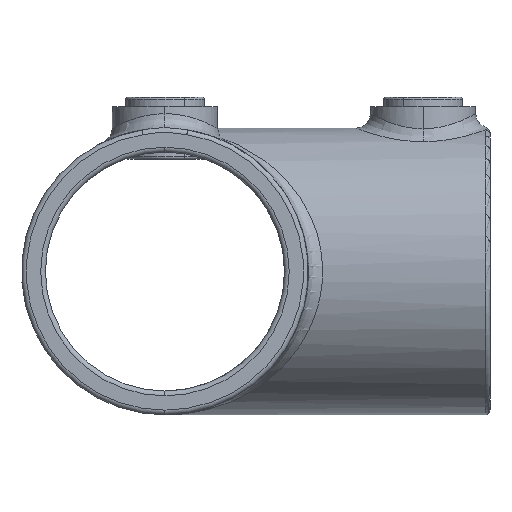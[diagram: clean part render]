
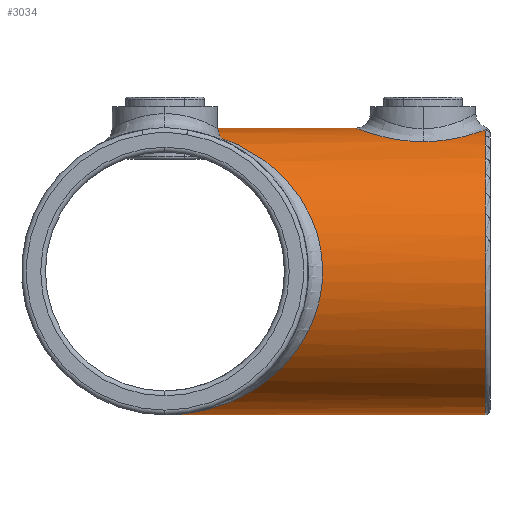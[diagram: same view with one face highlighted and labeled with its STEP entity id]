
A CAD part, left-side view. The second image highlights one B-rep face of the part: STEP entity #3034.
In plain terms, the highlighted cylindrical face has radius 30 mm (diameter 60 mm), a partial arc.
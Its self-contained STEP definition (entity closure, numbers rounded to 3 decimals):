
#2 = CARTESIAN_POINT ( 'NONE',  ( -12.727, 13.962, 27.166 ) ) ;
#16 = CARTESIAN_POINT ( 'NONE',  ( 0., 28., 30. ) ) ;
#132 = CARTESIAN_POINT ( 'NONE',  ( -3.48, 27.475, 29.8 ) ) ;
#147 = VERTEX_POINT ( 'NONE', #2034 ) ;
#180 = CARTESIAN_POINT ( 'NONE',  ( -11.251, 7.421, 27.812 ) ) ;
#196 = CARTESIAN_POINT ( 'NONE',  ( -12.093, 9.622, 27.455 ) ) ;
#220 = CARTESIAN_POINT ( 'NONE',  ( -7.046, 2.336, 29.162 ) ) ;
#235 = VERTEX_POINT ( 'NONE', #16 ) ;
#291 = DIRECTION ( 'NONE',  ( 0., 0., -1. ) ) ;
#490 = VECTOR ( 'NONE', #3556, 1000. ) ;
#578 = CARTESIAN_POINT ( 'NONE',  ( -0.887, 28., 30. ) ) ;
#586 = CARTESIAN_POINT ( 'NONE',  ( -11.768, 8.658, 27.596 ) ) ;
#601 = CARTESIAN_POINT ( 'NONE',  ( -9.865, 5.148, 28.332 ) ) ;
#829 = FACE_OUTER_BOUND ( 'NONE', #3645, .T. ) ;
#937 = VERTEX_POINT ( 'NONE', #3284 ) ;
#975 = DIRECTION ( 'NONE',  ( 0., 1., 0. ) ) ;
#991 = CARTESIAN_POINT ( 'NONE',  ( -4.313, 27.18, 29.691 ) ) ;
#997 = B_SPLINE_CURVE_WITH_KNOTS ( 'NONE', 3,
 ( #2, #3550, #5327, #3535, #1799, #3590, #3568, #4860, #1815, #3977, #4428, #4914, #2227, #2652, #4877, #2240, #1832, #5310, #2275, #2676, #991, #132, #3175, #1849, #578, #1868 ),
 .UNSPECIFIED., .F., .F.,
 ( 4, 2, 2, 2, 2, 2, 2, 2, 2, 2, 2, 2, 4 ),
 ( 0.085, 0.087, 0.089, 0.09, 0.093, 0.094, 0.095, 0.097, 0.098, 0.101, 0.102, 0.103, 0.106 ),
 .UNSPECIFIED. ) ;
#1003 = CARTESIAN_POINT ( 'NONE',  ( 0., 68., -30. ) ) ;
#1012 = CARTESIAN_POINT ( 'NONE',  ( -60., 2., -30. ) ) ;
#1038 = CARTESIAN_POINT ( 'NONE',  ( -10.948, 6.829, 27.933 ) ) ;
#1039 = AXIS2_PLACEMENT_3D ( 'NONE', #5582, #2092, #291 ) ;
#1076 = DIRECTION ( 'NONE',  ( 0., -1., 0. ) ) ;
#1152 = VERTEX_POINT ( 'NONE', #2951 ) ;
#1355 = CARTESIAN_POINT ( 'NONE',  ( 0., 1., -30. ) ) ;
#1423 = AXIS2_PLACEMENT_3D ( 'NONE', #2280, #975, #3217 ) ;
#1494 = EDGE_CURVE ( 'NONE', #3190, #2786, #2190, .T. ) ;
#1495 = CARTESIAN_POINT ( 'NONE',  ( -12.724, 12.59, 27.168 ) ) ;
#1799 = CARTESIAN_POINT ( 'NONE',  ( -12.336, 17.473, 27.347 ) ) ;
#1815 = CARTESIAN_POINT ( 'NONE',  ( -11.164, 20.783, 27.85 ) ) ;
#1832 = CARTESIAN_POINT ( 'NONE',  ( -7.669, 25.183, 29.005 ) ) ;
#1849 = CARTESIAN_POINT ( 'NONE',  ( -1.761, 27.899, 29.961 ) ) ;
#1868 = CARTESIAN_POINT ( 'NONE',  ( 0., 28., 30. ) ) ;
#1878 = CARTESIAN_POINT ( 'NONE',  ( -7.575, 2.744, 29.029 ) ) ;
#1919 = LINE ( 'NONE', #1003, #2875 ) ;
#1929 = ORIENTED_EDGE ( 'NONE', *, *, #2778, .T. ) ;
#1938 = CARTESIAN_POINT ( 'NONE',  ( -4.724, 1., 29.626 ) ) ;
#1987 = ORIENTED_EDGE ( 'NONE', *, *, #1494, .T. ) ;
#2034 = CARTESIAN_POINT ( 'NONE',  ( 0., 68., 30. ) ) ;
#2092 = DIRECTION ( 'NONE',  ( 0., -1., 0. ) ) ;
#2190 = CIRCLE ( 'NONE', #1423, 30. ) ;
#2227 = CARTESIAN_POINT ( 'NONE',  ( -9.494, 23.335, 28.46 ) ) ;
#2240 = CARTESIAN_POINT ( 'NONE',  ( -8.001, 24.897, 28.915 ) ) ;
#2275 = CARTESIAN_POINT ( 'NONE',  ( -5.893, 26.444, 29.426 ) ) ;
#2280 = CARTESIAN_POINT ( 'NONE',  ( 0., 1., 0. ) ) ;
#2342 = CARTESIAN_POINT ( 'NONE',  ( -9.026, 4.106, 28.613 ) ) ;
#2375 = CARTESIAN_POINT ( 'NONE',  ( -10.433, 5.974, 28.128 ) ) ;
#2652 = CARTESIAN_POINT ( 'NONE',  ( -8.928, 23.988, 28.642 ) ) ;
#2662 = EDGE_CURVE ( 'NONE', #147, #235, #4134, .T. ) ;
#2676 = CARTESIAN_POINT ( 'NONE',  ( -4.717, 27.011, 29.63 ) ) ;
#2698 = ORIENTED_EDGE ( 'NONE', *, *, #3174, .T. ) ;
#2760 = CARTESIAN_POINT ( 'NONE',  ( -10.251, 5.694, 28.195 ) ) ;
#2773 = CARTESIAN_POINT ( 'NONE',  ( -60., 2., 30. ) ) ;
#2778 = EDGE_CURVE ( 'NONE', #147, #1152, #3030, .T. ) ;
#2786 = VERTEX_POINT ( 'NONE', #5010 ) ;
#2797 = CARTESIAN_POINT ( 'NONE',  ( -6.771, 2.14, 29.227 ) ) ;
#2875 = VECTOR ( 'NONE', #1076, 1000. ) ;
#2891 = B_SPLINE_CURVE_WITH_KNOTS ( 'NONE', 3,
 ( #1938, #4595, #5014, #2797, #220, #1878, #4984, #4966, #2342, #5396, #601, #2760, #2375, #1038, #180, #3239, #586, #3655, #196, #5452, #1495, #3690 ),
 .UNSPECIFIED., .F., .F.,
 ( 4, 2, 2, 2, 2, 2, 2, 2, 2, 2, 4 ),
 ( 0.068, 0.07, 0.071, 0.072, 0.074, 0.075, 0.076, 0.079, 0.08, 0.081, 0.085 ),
 .UNSPECIFIED. ) ;
#2951 = CARTESIAN_POINT ( 'NONE',  ( 0., 68., -30. ) ) ;
#2989 = ORIENTED_EDGE ( 'NONE', *, *, #4038, .T. ) ;
#3030 =( BOUNDED_CURVE ( )  B_SPLINE_CURVE ( 3, ( #4573, #2773, #1012, #4095 ),
 .UNSPECIFIED., .F., .F. ) 
 B_SPLINE_CURVE_WITH_KNOTS ( ( 4, 4 ),
 ( 4.712, 7.854 ),
 .UNSPECIFIED. ) 
 CURVE ( )  GEOMETRIC_REPRESENTATION_ITEM ( )  RATIONAL_B_SPLINE_CURVE ( ( 1., 0.333, 0.333, 1. ) ) 
 REPRESENTATION_ITEM ( '' )  );
#3034 = ADVANCED_FACE ( 'NONE', ( #829 ), #3654, .T. ) ;
#3174 = EDGE_CURVE ( 'NONE', #937, #235, #997, .T. ) ;
#3175 = CARTESIAN_POINT ( 'NONE',  ( -3.05, 27.601, 29.848 ) ) ;
#3190 = VERTEX_POINT ( 'NONE', #1355 ) ;
#3217 = DIRECTION ( 'NONE',  ( 0., 0., 1. ) ) ;
#3239 = CARTESIAN_POINT ( 'NONE',  ( -11.647, 8.344, 27.647 ) ) ;
#3284 = CARTESIAN_POINT ( 'NONE',  ( -12.727, 13.962, 27.166 ) ) ;
#3535 = CARTESIAN_POINT ( 'NONE',  ( -12.43, 17.042, 27.304 ) ) ;
#3550 = CARTESIAN_POINT ( 'NONE',  ( -12.729, 14.857, 27.165 ) ) ;
#3556 = DIRECTION ( 'NONE',  ( 0., -1., 0. ) ) ;
#3561 = EDGE_CURVE ( 'NONE', #1152, #3190, #1919, .T. ) ;
#3568 = CARTESIAN_POINT ( 'NONE',  ( -11.978, 18.753, 27.505 ) ) ;
#3590 = CARTESIAN_POINT ( 'NONE',  ( -12.11, 18.329, 27.447 ) ) ;
#3645 = EDGE_LOOP ( 'NONE', ( #3821, #1929, #5289, #1987, #2989, #2698 ) ) ;
#3654 = CYLINDRICAL_SURFACE ( 'NONE', #1039, 30. ) ;
#3655 = CARTESIAN_POINT ( 'NONE',  ( -11.992, 9.297, 27.499 ) ) ;
#3690 = CARTESIAN_POINT ( 'NONE',  ( -12.727, 13.962, 27.166 ) ) ;
#3821 = ORIENTED_EDGE ( 'NONE', *, *, #2662, .F. ) ;
#3977 = CARTESIAN_POINT ( 'NONE',  ( -10.505, 21.916, 28.101 ) ) ;
#4038 = EDGE_CURVE ( 'NONE', #2786, #937, #2891, .T. ) ;
#4095 = CARTESIAN_POINT ( 'NONE',  ( 0., 68., -30. ) ) ;
#4134 = LINE ( 'NONE', #4863, #490 ) ;
#4428 = CARTESIAN_POINT ( 'NONE',  ( -10.267, 22.286, 28.19 ) ) ;
#4573 = CARTESIAN_POINT ( 'NONE',  ( 0., 68., 30. ) ) ;
#4595 = CARTESIAN_POINT ( 'NONE',  ( -5.338, 1.27, 29.528 ) ) ;
#4860 = CARTESIAN_POINT ( 'NONE',  ( -11.531, 19.992, 27.697 ) ) ;
#4863 = CARTESIAN_POINT ( 'NONE',  ( 0., 68., 30. ) ) ;
#4877 = CARTESIAN_POINT ( 'NONE',  ( -8.63, 24.3, 28.734 ) ) ;
#4914 = CARTESIAN_POINT ( 'NONE',  ( -9.762, 22.994, 28.369 ) ) ;
#4966 = CARTESIAN_POINT ( 'NONE',  ( -8.569, 3.625, 28.755 ) ) ;
#4984 = CARTESIAN_POINT ( 'NONE',  ( -7.83, 2.958, 28.961 ) ) ;
#5010 = CARTESIAN_POINT ( 'NONE',  ( -4.724, 1., 29.626 ) ) ;
#5014 = CARTESIAN_POINT ( 'NONE',  ( -5.926, 1.589, 29.415 ) ) ;
#5289 = ORIENTED_EDGE ( 'NONE', *, *, #3561, .T. ) ;
#5310 = CARTESIAN_POINT ( 'NONE',  ( -6.63, 25.986, 29.267 ) ) ;
#5327 = CARTESIAN_POINT ( 'NONE',  ( -12.654, 15.738, 27.201 ) ) ;
#5396 = CARTESIAN_POINT ( 'NONE',  ( -9.661, 4.88, 28.403 ) ) ;
#5452 = CARTESIAN_POINT ( 'NONE',  ( -12.541, 11.253, 27.256 ) ) ;
#5582 = CARTESIAN_POINT ( 'NONE',  ( 0., 68., 0. ) ) ;
